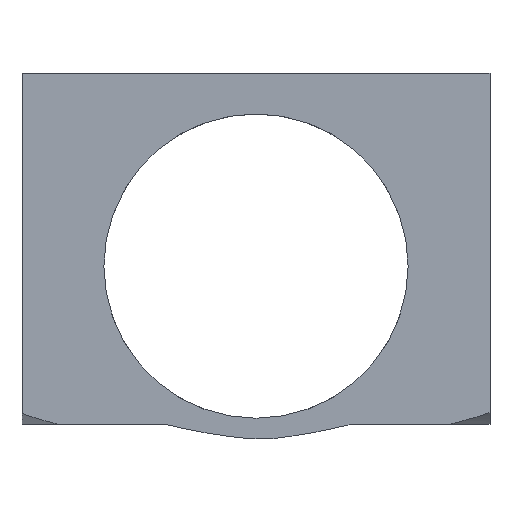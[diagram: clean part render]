
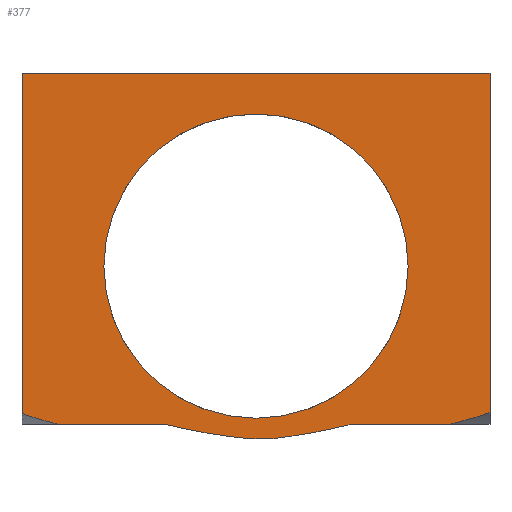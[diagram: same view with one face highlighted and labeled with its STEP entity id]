
A CAD part, top view. The second image highlights one B-rep face of the part: STEP entity #377.
In plain terms, the highlighted planar face has unit normal (0, 0, 1).
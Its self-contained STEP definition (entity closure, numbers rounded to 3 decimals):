
#30=FACE_BOUND('',#58,.T.);
#32=CIRCLE('',#421,13.);
#38=FACE_OUTER_BOUND('',#57,.T.);
#57=EDGE_LOOP('',(#251,#252,#253,#254,#255,#256,#257,#258,#259,#260,#261,
#262));
#58=EDGE_LOOP('',(#263));
#78=B_SPLINE_CURVE_WITH_KNOTS('',3,(#540,#541,#542,#543),.UNSPECIFIED.,
 .F.,.F.,(4,4),(-0.5,-0.457),.UNSPECIFIED.);
#79=B_SPLINE_CURVE_WITH_KNOTS('',3,(#545,#546,#547,#548),.UNSPECIFIED.,
 .F.,.F.,(4,4),(-0.145,0.),.UNSPECIFIED.);
#96=LINE('',#528,#119);
#97=LINE('',#530,#120);
#98=LINE('',#532,#121);
#99=LINE('',#536,#122);
#100=LINE('',#552,#123);
#101=LINE('',#553,#124);
#119=VECTOR('',#449,10.);
#120=VECTOR('',#450,10.);
#121=VECTOR('',#451,10.);
#122=VECTOR('',#454,10.);
#123=VECTOR('',#459,10.);
#124=VECTOR('',#460,10.);
#142=ELLIPSE('',#417,36.48,25.795);
#143=ELLIPSE('',#418,36.595,25.877);
#144=ELLIPSE('',#419,36.48,25.795);
#145=ELLIPSE('',#420,36.595,25.877);
#150=VERTEX_POINT('',#524);
#151=VERTEX_POINT('',#525);
#152=VERTEX_POINT('',#527);
#153=VERTEX_POINT('',#529);
#154=VERTEX_POINT('',#531);
#155=VERTEX_POINT('',#533);
#156=VERTEX_POINT('',#535);
#157=VERTEX_POINT('',#537);
#158=VERTEX_POINT('',#539);
#159=VERTEX_POINT('',#544);
#160=VERTEX_POINT('',#549);
#161=VERTEX_POINT('',#551);
#162=VERTEX_POINT('',#554);
#192=EDGE_CURVE('',#150,#151,#142,.T.);
#193=EDGE_CURVE('',#152,#150,#96,.T.);
#194=EDGE_CURVE('',#153,#152,#97,.T.);
#195=EDGE_CURVE('',#154,#153,#98,.T.);
#196=EDGE_CURVE('',#155,#154,#143,.T.);
#197=EDGE_CURVE('',#156,#155,#99,.T.);
#198=EDGE_CURVE('',#157,#156,#144,.T.);
#199=EDGE_CURVE('',#158,#157,#78,.T.);
#200=EDGE_CURVE('',#159,#158,#79,.T.);
#201=EDGE_CURVE('',#160,#159,#145,.T.);
#202=EDGE_CURVE('',#161,#160,#100,.T.);
#203=EDGE_CURVE('',#151,#161,#101,.T.);
#204=EDGE_CURVE('',#162,#162,#32,.T.);
#251=ORIENTED_EDGE('',*,*,#192,.F.);
#252=ORIENTED_EDGE('',*,*,#193,.F.);
#253=ORIENTED_EDGE('',*,*,#194,.F.);
#254=ORIENTED_EDGE('',*,*,#195,.F.);
#255=ORIENTED_EDGE('',*,*,#196,.F.);
#256=ORIENTED_EDGE('',*,*,#197,.F.);
#257=ORIENTED_EDGE('',*,*,#198,.F.);
#258=ORIENTED_EDGE('',*,*,#199,.F.);
#259=ORIENTED_EDGE('',*,*,#200,.F.);
#260=ORIENTED_EDGE('',*,*,#201,.F.);
#261=ORIENTED_EDGE('',*,*,#202,.F.);
#262=ORIENTED_EDGE('',*,*,#203,.F.);
#263=ORIENTED_EDGE('',*,*,#204,.F.);
#369=PLANE('',#416);
#377=ADVANCED_FACE('',(#38,#30),#369,.F.);
#416=AXIS2_PLACEMENT_3D('',#523,#445,#446);
#417=AXIS2_PLACEMENT_3D('',#526,#447,#448);
#418=AXIS2_PLACEMENT_3D('',#534,#452,#453);
#419=AXIS2_PLACEMENT_3D('',#538,#455,#456);
#420=AXIS2_PLACEMENT_3D('',#550,#457,#458);
#421=AXIS2_PLACEMENT_3D('',#555,#461,#462);
#445=DIRECTION('center_axis',(0.,0.,
-1.));
#446=DIRECTION('ref_axis',(1.,0.,0.));
#447=DIRECTION('center_axis',(0.,0.,
-1.));
#448=DIRECTION('ref_axis',(1.,0.,0.));
#449=DIRECTION('',(0.,-1.,0.));
#450=DIRECTION('',(1.,0.,0.));
#451=DIRECTION('',(0.,1.,0.));
#452=DIRECTION('center_axis',(0.,0.,
-1.));
#453=DIRECTION('ref_axis',(-1.,0.,0.));
#454=DIRECTION('',(-1.,0.,0.));
#455=DIRECTION('center_axis',(0.,0.,
-1.));
#456=DIRECTION('ref_axis',(1.,0.,0.));
#457=DIRECTION('center_axis',(0.,0.,
-1.));
#458=DIRECTION('ref_axis',(-1.,0.,0.));
#459=DIRECTION('',(-0.881,-0.474,0.));
#460=DIRECTION('',(-1.,0.,0.));
#461=DIRECTION('center_axis',(0.,0.,
1.));
#462=DIRECTION('ref_axis',(-1.,0.,0.));
#523=CARTESIAN_POINT('Origin',(6.813,17.6,4.));
#524=CARTESIAN_POINT('',(46.813,-11.418,4.));
#525=CARTESIAN_POINT('',(43.453,-12.4,4.));
#526=CARTESIAN_POINT('Origin',(31.214,11.9,4.));
#527=CARTESIAN_POINT('',(46.813,17.6,4.));
#528=CARTESIAN_POINT('',(46.813,16.1,4.));
#529=CARTESIAN_POINT('',(6.813,17.6,4.));
#530=CARTESIAN_POINT('',(26.813,17.6,4.));
#531=CARTESIAN_POINT('',(6.813,-11.508,4.));
#532=CARTESIAN_POINT('',(6.813,17.6,4.));
#533=CARTESIAN_POINT('',(9.832,-12.4,4.));
#534=CARTESIAN_POINT('Origin',(22.412,11.9,4.));
#535=CARTESIAN_POINT('',(18.975,-12.4,4.));
#536=CARTESIAN_POINT('',(6.813,-12.4,4.));
#537=CARTESIAN_POINT('',(26.378,-13.668,4.));
#538=CARTESIAN_POINT('Origin',(31.214,11.9,4.));
#539=CARTESIAN_POINT('',(26.813,-13.67,4.));
#540=CARTESIAN_POINT('Ctrl Pts',(26.813,-13.67,4.));
#541=CARTESIAN_POINT('Ctrl Pts',(26.668,-13.67,4.));
#542=CARTESIAN_POINT('Ctrl Pts',(26.523,-13.669,4.));
#543=CARTESIAN_POINT('Ctrl Pts',(26.378,-13.668,4.));
#544=CARTESIAN_POINT('',(28.264,-13.644,4.));
#545=CARTESIAN_POINT('Ctrl Pts',(28.264,-13.644,4.));
#546=CARTESIAN_POINT('Ctrl Pts',(27.78,-13.661,4.));
#547=CARTESIAN_POINT('Ctrl Pts',(27.297,-13.67,4.));
#548=CARTESIAN_POINT('Ctrl Pts',(26.813,-13.67,4.));
#549=CARTESIAN_POINT('',(34.652,-12.487,4.));
#550=CARTESIAN_POINT('Origin',(22.412,11.9,4.));
#551=CARTESIAN_POINT('',(34.812,-12.4,4.));
#552=CARTESIAN_POINT('',(36.297,-11.601,4.));
#553=CARTESIAN_POINT('',(6.813,-12.4,4.));
#554=CARTESIAN_POINT('',(39.813,1.1,4.));
#555=CARTESIAN_POINT('Origin',(26.813,1.1,4.));
